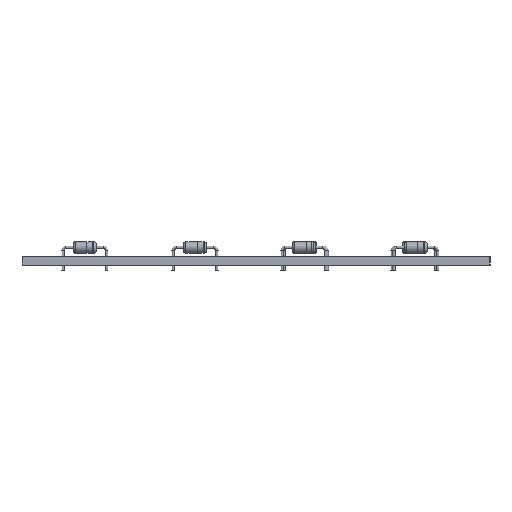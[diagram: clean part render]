
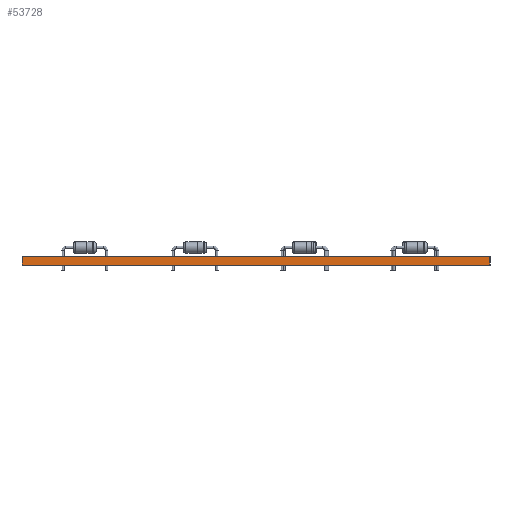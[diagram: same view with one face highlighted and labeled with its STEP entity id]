
A CAD part, left-side view. The second image highlights one B-rep face of the part: STEP entity #53728.
In plain terms, the highlighted planar face has unit normal (-1, 0, 0).
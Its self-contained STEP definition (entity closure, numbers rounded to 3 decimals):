
#49477 = VERTEX_POINT('',#49478);
#49478 = CARTESIAN_POINT('',(63.551,-39.573,0.));
#49484 = EDGE_CURVE('',#49485,#49477,#49487,.T.);
#49485 = VERTEX_POINT('',#49486);
#49486 = CARTESIAN_POINT('',(63.525,-121.463,0.));
#49487 = LINE('',#49488,#49489);
#49488 = CARTESIAN_POINT('',(63.525,-121.463,0.));
#49489 = VECTOR('',#49490,1.);
#49490 = DIRECTION('',(0.,1.,0.));
#51589 = VERTEX_POINT('',#51590);
#51590 = CARTESIAN_POINT('',(63.551,-39.573,1.51));
#51596 = EDGE_CURVE('',#51597,#51589,#51599,.T.);
#51597 = VERTEX_POINT('',#51598);
#51598 = CARTESIAN_POINT('',(63.525,-121.463,1.51));
#51599 = LINE('',#51600,#51601);
#51600 = CARTESIAN_POINT('',(63.525,-121.463,1.51));
#51601 = VECTOR('',#51602,1.);
#51602 = DIRECTION('',(0.,1.,0.));
#53698 = EDGE_CURVE('',#49477,#51589,#53699,.T.);
#53699 = LINE('',#53700,#53701);
#53700 = CARTESIAN_POINT('',(63.551,-39.573,0.));
#53701 = VECTOR('',#53702,1.);
#53702 = DIRECTION('',(0.,0.,1.));
#53728 = ADVANCED_FACE('',(#53729),#53740,.T.);
#53729 = FACE_BOUND('',#53730,.T.);
#53730 = EDGE_LOOP('',(#53731,#53737,#53738,#53739));
#53731 = ORIENTED_EDGE('',*,*,#53732,.T.);
#53732 = EDGE_CURVE('',#49485,#51597,#53733,.T.);
#53733 = LINE('',#53734,#53735);
#53734 = CARTESIAN_POINT('',(63.525,-121.463,0.));
#53735 = VECTOR('',#53736,1.);
#53736 = DIRECTION('',(0.,0.,1.));
#53737 = ORIENTED_EDGE('',*,*,#51596,.T.);
#53738 = ORIENTED_EDGE('',*,*,#53698,.F.);
#53739 = ORIENTED_EDGE('',*,*,#49484,.F.);
#53740 = PLANE('',#53741);
#53741 = AXIS2_PLACEMENT_3D('',#53742,#53743,#53744);
#53742 = CARTESIAN_POINT('',(63.525,-121.463,0.));
#53743 = DIRECTION('',(-1.,0.,0.));
#53744 = DIRECTION('',(0.,1.,0.));
